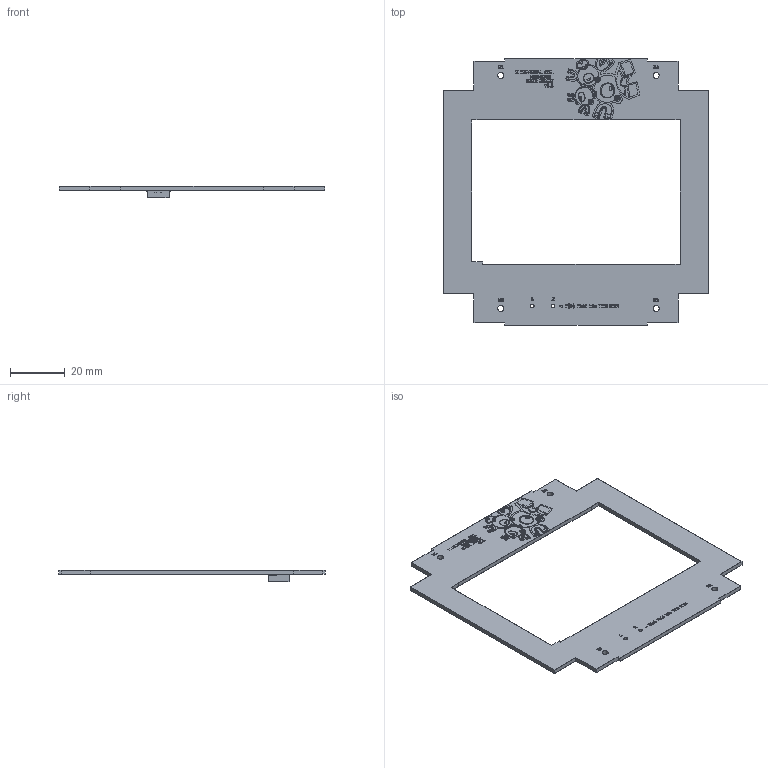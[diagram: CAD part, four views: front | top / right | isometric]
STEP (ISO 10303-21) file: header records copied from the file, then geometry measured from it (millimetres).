
FILE_DESCRIPTION(('KiCad electronic assembly'),'2;1');
FILE_NAME('Coil_Panel_Z_v1.1_2025-04-07.step','2025-04-07T03:54:32',( 'Pcbnew'),('Kicad'),'Open CASCADE STEP processor 7.8', 'KiCad to STEP converter','Unknown');
FILE_SCHEMA(('AUTOMOTIVE_DESIGN { 1 0 10303 214 1 1 1 1 }'));
Length unit declared in the file: millimetre
Products named in the file (5): Coil_Panel_Z_v1.1_2025-04-07 2; 205338-0002; Coil_Panel_Z_silkscreen; Coil_Panel_Z_soldermask; Coil_Panel_Z_PCB
Assembly tree (4 placements, depth 2):
  Coil_Panel_Z_v1.1_2025-04-07 2
    205338-0002
    Coil_Panel_Z_silkscreen
    Coil_Panel_Z_soldermask
    Coil_Panel_Z_PCB
Bounding box: 96.97 x 97.33 x 4.27 mm (x, y, z)
Volume: 7072.2 mm3; surface area: 20967.6 mm2
Topology: 2 solids, 136 shells, 315 faces, 7785 edges, 7599 vertices
Faces by surface type: plane 293, cylinder 22
Full cylindrical faces by diameter (mm): 1.3 x2, 2.2 x4
Entity records: 67376 total; most frequent: CARTESIAN_POINT 15704, DIRECTION 9146, ORIENTED_EDGE 8333, EDGE_CURVE 7785, VERTEX_POINT 7599, LINE 7064, VECTOR 7064, AXIS2_PLACEMENT_3D 1041
